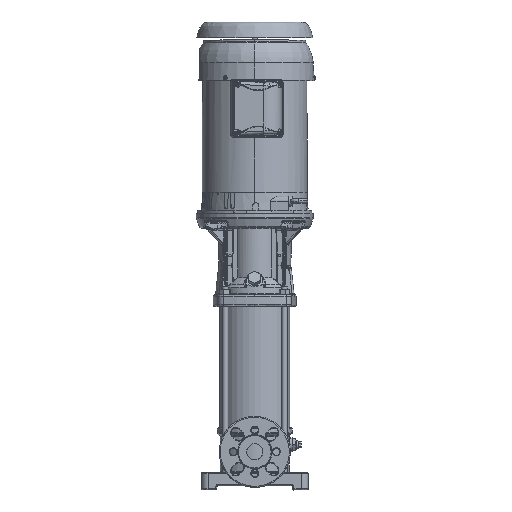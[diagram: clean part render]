
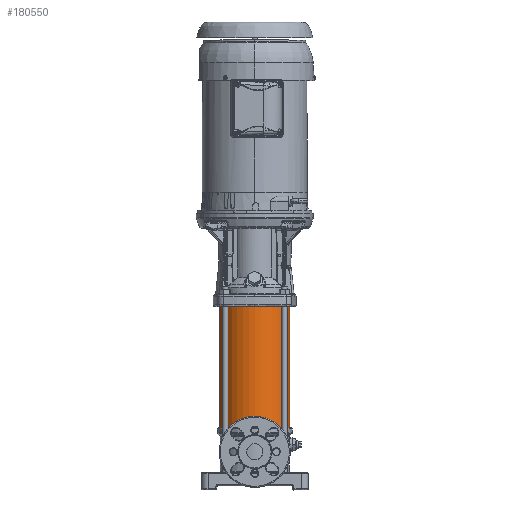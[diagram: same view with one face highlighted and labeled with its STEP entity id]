
A CAD part, top view. The second image highlights one B-rep face of the part: STEP entity #180550.
In plain terms, the highlighted cylindrical face has radius 68.75 mm (diameter 137.5 mm), a partial arc.
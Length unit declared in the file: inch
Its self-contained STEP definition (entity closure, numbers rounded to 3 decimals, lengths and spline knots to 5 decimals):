
#10437 = AXIS2_PLACEMENT_3D ( 'NONE', #106900, #179544, #94884 ) ;
#12081 = DIRECTION ( 'NONE',  ( 0., 1., 0. ) ) ;
#27730 = CARTESIAN_POINT ( 'NONE',  ( 0., 1.54331, -2.70669 ) ) ;
#30083 = CARTESIAN_POINT ( 'NONE',  ( 0., 1.85827, 0. ) ) ;
#30117 = DIRECTION ( 'NONE',  ( 0., 0., -1. ) ) ;
#33668 = CARTESIAN_POINT ( 'NONE',  ( 0., 11.27953, -2.70669 ) ) ;
#45859 = ORIENTED_EDGE ( 'NONE', *, *, #104042, .T. ) ;
#47521 = EDGE_CURVE ( 'NONE', #114000, #147945, #90980, .T. ) ;
#53494 = FACE_OUTER_BOUND ( 'NONE', #138008, .T. ) ;
#66526 = CARTESIAN_POINT ( 'NONE',  ( 0., 1.85827, -2.70669 ) ) ;
#74113 = CIRCLE ( 'NONE', #176960, 2.70669 ) ;
#79132 = EDGE_CURVE ( 'NONE', #147945, #132435, #74113, .T. ) ;
#79900 = CARTESIAN_POINT ( 'NONE',  ( 0., 1.54331, 2.70669 ) ) ;
#80801 = DIRECTION ( 'NONE',  ( 0., 1., 0. ) ) ;
#90980 = LINE ( 'NONE', #79900, #169794 ) ;
#92084 = EDGE_CURVE ( 'NONE', #148729, #132435, #153841, .T. ) ;
#94884 = DIRECTION ( 'NONE',  ( 0., 0., 1. ) ) ;
#99151 = DIRECTION ( 'NONE',  ( 0., -1., 0. ) ) ;
#103611 = CARTESIAN_POINT ( 'NONE',  ( 0., 1.85827, 2.70669 ) ) ;
#104042 = EDGE_CURVE ( 'NONE', #148729, #114000, #134609, .T. ) ;
#105442 = ORIENTED_EDGE ( 'NONE', *, *, #79132, .T. ) ;
#106900 = CARTESIAN_POINT ( 'NONE',  ( 0., 1.54331, 0. ) ) ;
#110641 = ORIENTED_EDGE ( 'NONE', *, *, #92084, .F. ) ;
#113862 = CARTESIAN_POINT ( 'NONE',  ( 0., 11.27953, 0. ) ) ;
#114000 = VERTEX_POINT ( 'NONE', #103611 ) ;
#132435 = VERTEX_POINT ( 'NONE', #33668 ) ;
#133706 = CARTESIAN_POINT ( 'NONE',  ( 0., 11.27953, 2.70669 ) ) ;
#134609 = CIRCLE ( 'NONE', #152246, 2.70669 ) ;
#138008 = EDGE_LOOP ( 'NONE', ( #110641, #45859, #173781, #105442 ) ) ;
#143275 = DIRECTION ( 'NONE',  ( 0., 1., 0. ) ) ;
#144183 = DIRECTION ( 'NONE',  ( 0., 0., 1. ) ) ;
#147945 = VERTEX_POINT ( 'NONE', #133706 ) ;
#148729 = VERTEX_POINT ( 'NONE', #66526 ) ;
#149245 = CYLINDRICAL_SURFACE ( 'NONE', #10437, 2.70669 ) ;
#152246 = AXIS2_PLACEMENT_3D ( 'NONE', #30083, #143275, #144183 ) ;
#152277 = VECTOR ( 'NONE', #12081, 39.37008 ) ;
#153841 = LINE ( 'NONE', #27730, #152277 ) ;
#169794 = VECTOR ( 'NONE', #80801, 39.37008 ) ;
#173781 = ORIENTED_EDGE ( 'NONE', *, *, #47521, .T. ) ;
#176960 = AXIS2_PLACEMENT_3D ( 'NONE', #113862, #99151, #30117 ) ;
#179544 = DIRECTION ( 'NONE',  ( 0., 1., 0. ) ) ;
#180550 = ADVANCED_FACE ( 'NONE', ( #53494 ), #149245, .T. ) ;
